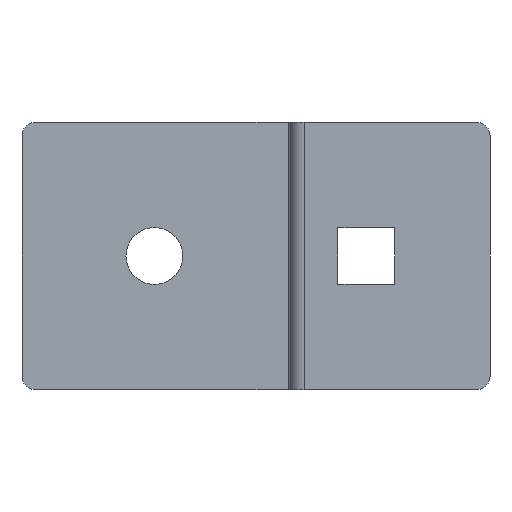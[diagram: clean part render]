
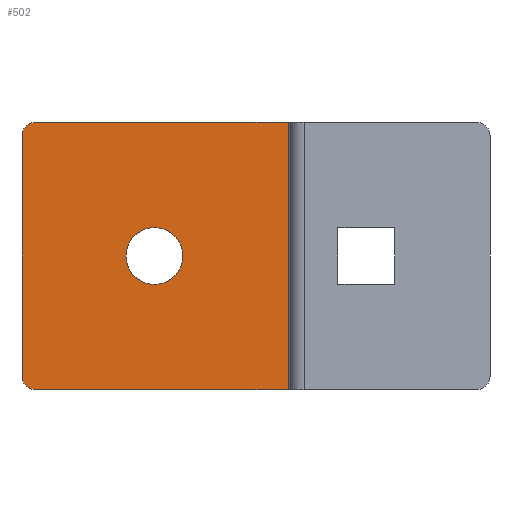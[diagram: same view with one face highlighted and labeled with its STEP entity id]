
A CAD part, left-side view. The second image highlights one B-rep face of the part: STEP entity #502.
In plain terms, the highlighted planar face has unit normal (-1, 0, 0).
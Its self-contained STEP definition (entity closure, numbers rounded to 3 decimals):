
#16=FACE_BOUND('',#81,.T.);
#23=PLANE('',#562);
#48=FACE_OUTER_BOUND('',#80,.T.);
#80=EDGE_LOOP('',(#378,#379,#380,#381,#382,#383));
#81=EDGE_LOOP('',(#384));
#124=LINE('',#802,#177);
#127=LINE('',#808,#180);
#128=LINE('',#812,#181);
#129=LINE('',#813,#182);
#177=VECTOR('',#643,10.);
#180=VECTOR('',#648,10.);
#181=VECTOR('',#651,10.);
#182=VECTOR('',#652,10.);
#217=CIRCLE('',#559,2.);
#219=CIRCLE('',#563,2.);
#220=CIRCLE('',#564,4.25);
#246=VERTEX_POINT('',#792);
#247=VERTEX_POINT('',#793);
#250=VERTEX_POINT('',#801);
#252=VERTEX_POINT('',#807);
#253=VERTEX_POINT('',#809);
#254=VERTEX_POINT('',#811);
#255=VERTEX_POINT('',#814);
#292=EDGE_CURVE('',#246,#247,#217,.T.);
#296=EDGE_CURVE('',#247,#250,#124,.T.);
#299=EDGE_CURVE('',#252,#246,#127,.T.);
#300=EDGE_CURVE('',#253,#252,#219,.T.);
#301=EDGE_CURVE('',#254,#253,#128,.T.);
#302=EDGE_CURVE('',#254,#250,#129,.T.);
#303=EDGE_CURVE('',#255,#255,#220,.T.);
#378=ORIENTED_EDGE('',*,*,#292,.F.);
#379=ORIENTED_EDGE('',*,*,#299,.F.);
#380=ORIENTED_EDGE('',*,*,#300,.F.);
#381=ORIENTED_EDGE('',*,*,#301,.F.);
#382=ORIENTED_EDGE('',*,*,#302,.T.);
#383=ORIENTED_EDGE('',*,*,#296,.F.);
#384=ORIENTED_EDGE('',*,*,#303,.T.);
#502=ADVANCED_FACE('',(#48,#16),#23,.F.);
#559=AXIS2_PLACEMENT_3D('',#794,#635,#636);
#562=AXIS2_PLACEMENT_3D('',#806,#646,#647);
#563=AXIS2_PLACEMENT_3D('',#810,#649,#650);
#564=AXIS2_PLACEMENT_3D('',#815,#653,#654);
#635=DIRECTION('center_axis',(1.,0.,0.));
#636=DIRECTION('ref_axis',(0.,0.707,0.707));
#643=DIRECTION('',(0.,-1.,0.));
#646=DIRECTION('center_axis',(1.,0.,0.));
#647=DIRECTION('ref_axis',(0.,0.,-1.));
#648=DIRECTION('',(0.,0.,1.));
#649=DIRECTION('center_axis',(1.,0.,0.));
#650=DIRECTION('ref_axis',(0.,0.707,-0.707));
#651=DIRECTION('',(0.,1.,0.));
#652=DIRECTION('',(0.,0.,1.));
#653=DIRECTION('center_axis',(1.,0.,0.));
#654=DIRECTION('ref_axis',(0.,0.,1.));
#792=CARTESIAN_POINT('',(10.,70.,38.));
#793=CARTESIAN_POINT('',(10.,68.,40.));
#794=CARTESIAN_POINT('Origin',(10.,68.,38.));
#801=CARTESIAN_POINT('',(10.,30.2,40.));
#802=CARTESIAN_POINT('',(10.,-8.,40.));
#806=CARTESIAN_POINT('Origin',(10.,31.,20.));
#807=CARTESIAN_POINT('',(10.,70.,2.));
#808=CARTESIAN_POINT('',(10.,70.,0.));
#809=CARTESIAN_POINT('',(10.,68.,0.));
#810=CARTESIAN_POINT('Origin',(10.,68.,2.));
#811=CARTESIAN_POINT('',(10.,30.2,0.));
#812=CARTESIAN_POINT('',(10.,30.2,0.));
#813=CARTESIAN_POINT('',(10.,30.2,20.));
#814=CARTESIAN_POINT('',(10.,50.2,15.75));
#815=CARTESIAN_POINT('Origin',(10.,50.2,20.));
